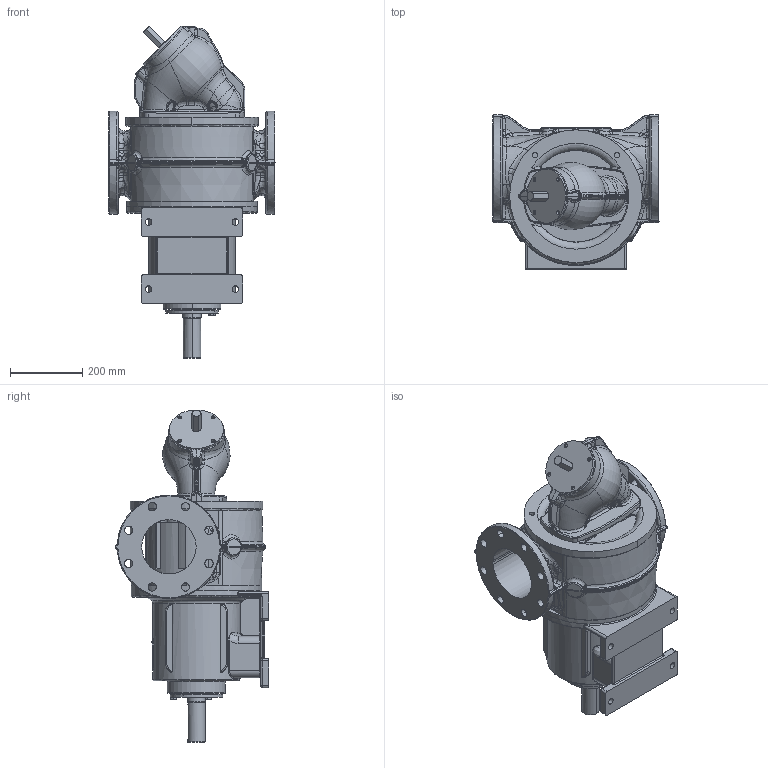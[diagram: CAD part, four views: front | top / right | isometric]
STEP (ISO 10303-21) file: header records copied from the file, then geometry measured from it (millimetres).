
FILE_DESCRIPTION((''),'2;1');
FILE_NAME('R151_GL1B_Y','2022-08-16T16:54:28',('Nicola'),(''),'CREO PARAMETRIC BY PTC INC, 2020354','CREO PARAMETRIC BY PTC INC, 2020354','');
FILE_SCHEMA(('CONFIG_CONTROL_DESIGN'));
Products named in the file (1): R151_GL1B_Y
Bounding box: 458 x 424.45 x 916 mm (x, y, z)
Volume: 46393633.8 mm3; surface area: 1665133.4 mm2
Topology: 2 solids, 2 shells, 1947 faces, 4617 edges, 2704 vertices
Faces by surface type: bspline 1103, cylinder 387, plane 228, cone 108, torus 74, sphere 31, extrusion 14, revolution 2
Entity records: 176595 total; most frequent: CARTESIAN_POINT 139873, ORIENTED_EDGE 9222, DIRECTION 5411, EDGE_CURVE 4611, VERTEX_POINT 2704, B_SPLINE_CURVE_WITH_KNOTS 2362, AXIS2_PLACEMENT_3D 2302, EDGE_LOOP 2043
